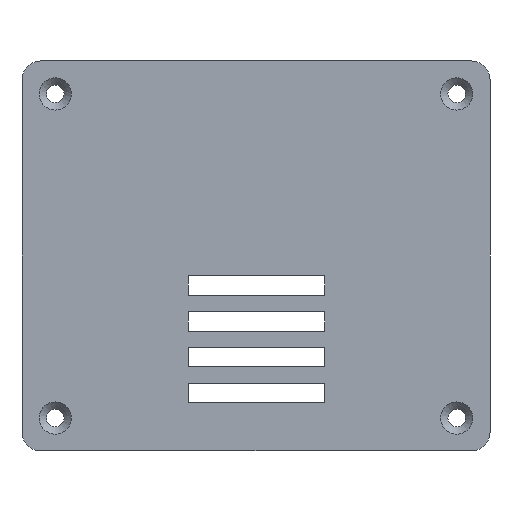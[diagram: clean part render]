
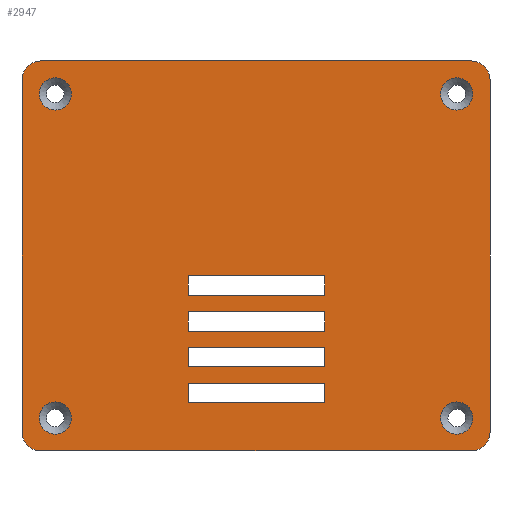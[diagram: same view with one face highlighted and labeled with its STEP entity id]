
A CAD part, front view. The second image highlights one B-rep face of the part: STEP entity #2947.
In plain terms, the highlighted planar face has unit normal (0, -1, 0).
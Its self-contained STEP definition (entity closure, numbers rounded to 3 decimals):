
#39=FACE_BOUND('',#472,.T.);
#40=FACE_BOUND('',#473,.T.);
#41=FACE_BOUND('',#474,.T.);
#42=FACE_BOUND('',#475,.T.);
#43=FACE_BOUND('',#476,.T.);
#44=FACE_BOUND('',#477,.T.);
#45=FACE_BOUND('',#478,.T.);
#46=FACE_BOUND('',#479,.T.);
#79=CIRCLE('',#2968,4.125);
#82=CIRCLE('',#2973,4.125);
#85=CIRCLE('',#2978,4.125);
#88=CIRCLE('',#2983,4.125);
#139=CIRCLE('',#3162,4.84);
#140=CIRCLE('',#3165,4.84);
#141=CIRCLE('',#3166,4.84);
#142=CIRCLE('',#3167,4.84);
#293=FACE_OUTER_BOUND('',#471,.T.);
#471=EDGE_LOOP('',(#2605,#2606,#2607,#2608,#2609,#2610,#2611,#2612));
#472=EDGE_LOOP('',(#2613));
#473=EDGE_LOOP('',(#2614));
#474=EDGE_LOOP('',(#2615));
#475=EDGE_LOOP('',(#2616));
#476=EDGE_LOOP('',(#2617,#2618,#2619,#2620));
#477=EDGE_LOOP('',(#2621,#2622,#2623,#2624));
#478=EDGE_LOOP('',(#2625,#2626,#2627,#2628));
#479=EDGE_LOOP('',(#2629,#2630,#2631,#2632));
#624=LINE('',#4324,#969);
#628=LINE('',#4332,#973);
#631=LINE('',#4338,#976);
#634=LINE('',#4343,#979);
#636=LINE('',#4348,#981);
#640=LINE('',#4356,#985);
#643=LINE('',#4362,#988);
#646=LINE('',#4367,#991);
#648=LINE('',#4372,#993);
#652=LINE('',#4380,#997);
#655=LINE('',#4386,#1000);
#658=LINE('',#4391,#1003);
#660=LINE('',#4396,#1005);
#664=LINE('',#4404,#1009);
#667=LINE('',#4410,#1012);
#670=LINE('',#4415,#1015);
#826=LINE('',#4767,#1171);
#828=LINE('',#4771,#1173);
#829=LINE('',#4775,#1174);
#830=LINE('',#4779,#1175);
#969=VECTOR('',#3514,10.);
#973=VECTOR('',#3520,10.);
#976=VECTOR('',#3525,10.);
#979=VECTOR('',#3530,10.);
#981=VECTOR('',#3534,10.);
#985=VECTOR('',#3540,10.);
#988=VECTOR('',#3545,10.);
#991=VECTOR('',#3550,10.);
#993=VECTOR('',#3554,10.);
#997=VECTOR('',#3560,10.);
#1000=VECTOR('',#3565,10.);
#1003=VECTOR('',#3570,10.);
#1005=VECTOR('',#3574,10.);
#1009=VECTOR('',#3580,10.);
#1012=VECTOR('',#3585,10.);
#1015=VECTOR('',#3590,10.);
#1171=VECTOR('',#3926,10.);
#1173=VECTOR('',#3930,10.);
#1174=VECTOR('',#3933,10.);
#1175=VECTOR('',#3936,10.);
#1197=VERTEX_POINT('',#4010);
#1200=VERTEX_POINT('',#4020);
#1203=VERTEX_POINT('',#4030);
#1206=VERTEX_POINT('',#4040);
#1309=VERTEX_POINT('',#4322);
#1310=VERTEX_POINT('',#4323);
#1313=VERTEX_POINT('',#4331);
#1315=VERTEX_POINT('',#4337);
#1317=VERTEX_POINT('',#4346);
#1318=VERTEX_POINT('',#4347);
#1321=VERTEX_POINT('',#4355);
#1323=VERTEX_POINT('',#4361);
#1325=VERTEX_POINT('',#4370);
#1326=VERTEX_POINT('',#4371);
#1329=VERTEX_POINT('',#4379);
#1331=VERTEX_POINT('',#4385);
#1333=VERTEX_POINT('',#4394);
#1334=VERTEX_POINT('',#4395);
#1337=VERTEX_POINT('',#4403);
#1339=VERTEX_POINT('',#4409);
#1444=VERTEX_POINT('',#4760);
#1445=VERTEX_POINT('',#4762);
#1446=VERTEX_POINT('',#4766);
#1447=VERTEX_POINT('',#4770);
#1448=VERTEX_POINT('',#4772);
#1449=VERTEX_POINT('',#4774);
#1450=VERTEX_POINT('',#4776);
#1451=VERTEX_POINT('',#4778);
#1476=EDGE_CURVE('',#1197,#1197,#79,.T.);
#1481=EDGE_CURVE('',#1200,#1200,#82,.T.);
#1486=EDGE_CURVE('',#1203,#1203,#85,.T.);
#1491=EDGE_CURVE('',#1206,#1206,#88,.T.);
#1631=EDGE_CURVE('',#1309,#1310,#624,.T.);
#1635=EDGE_CURVE('',#1310,#1313,#628,.T.);
#1638=EDGE_CURVE('',#1313,#1315,#631,.T.);
#1641=EDGE_CURVE('',#1315,#1309,#634,.T.);
#1643=EDGE_CURVE('',#1317,#1318,#636,.T.);
#1647=EDGE_CURVE('',#1318,#1321,#640,.T.);
#1650=EDGE_CURVE('',#1321,#1323,#643,.T.);
#1653=EDGE_CURVE('',#1323,#1317,#646,.T.);
#1655=EDGE_CURVE('',#1325,#1326,#648,.T.);
#1659=EDGE_CURVE('',#1326,#1329,#652,.T.);
#1662=EDGE_CURVE('',#1329,#1331,#655,.T.);
#1665=EDGE_CURVE('',#1331,#1325,#658,.T.);
#1667=EDGE_CURVE('',#1333,#1334,#660,.T.);
#1671=EDGE_CURVE('',#1334,#1337,#664,.T.);
#1674=EDGE_CURVE('',#1337,#1339,#667,.T.);
#1677=EDGE_CURVE('',#1339,#1333,#670,.T.);
#1846=EDGE_CURVE('',#1444,#1445,#139,.T.);
#1848=EDGE_CURVE('',#1446,#1445,#826,.T.);
#1850=EDGE_CURVE('',#1444,#1447,#828,.T.);
#1851=EDGE_CURVE('',#1448,#1447,#140,.T.);
#1852=EDGE_CURVE('',#1448,#1449,#829,.T.);
#1853=EDGE_CURVE('',#1450,#1449,#141,.T.);
#1854=EDGE_CURVE('',#1450,#1451,#830,.T.);
#1855=EDGE_CURVE('',#1446,#1451,#142,.T.);
#2605=ORIENTED_EDGE('',*,*,#1846,.F.);
#2606=ORIENTED_EDGE('',*,*,#1850,.T.);
#2607=ORIENTED_EDGE('',*,*,#1851,.F.);
#2608=ORIENTED_EDGE('',*,*,#1852,.T.);
#2609=ORIENTED_EDGE('',*,*,#1853,.F.);
#2610=ORIENTED_EDGE('',*,*,#1854,.T.);
#2611=ORIENTED_EDGE('',*,*,#1855,.F.);
#2612=ORIENTED_EDGE('',*,*,#1848,.T.);
#2613=ORIENTED_EDGE('',*,*,#1476,.T.);
#2614=ORIENTED_EDGE('',*,*,#1481,.T.);
#2615=ORIENTED_EDGE('',*,*,#1486,.T.);
#2616=ORIENTED_EDGE('',*,*,#1491,.T.);
#2617=ORIENTED_EDGE('',*,*,#1631,.T.);
#2618=ORIENTED_EDGE('',*,*,#1635,.T.);
#2619=ORIENTED_EDGE('',*,*,#1638,.T.);
#2620=ORIENTED_EDGE('',*,*,#1641,.T.);
#2621=ORIENTED_EDGE('',*,*,#1643,.T.);
#2622=ORIENTED_EDGE('',*,*,#1647,.T.);
#2623=ORIENTED_EDGE('',*,*,#1650,.T.);
#2624=ORIENTED_EDGE('',*,*,#1653,.T.);
#2625=ORIENTED_EDGE('',*,*,#1655,.T.);
#2626=ORIENTED_EDGE('',*,*,#1659,.T.);
#2627=ORIENTED_EDGE('',*,*,#1662,.T.);
#2628=ORIENTED_EDGE('',*,*,#1665,.T.);
#2629=ORIENTED_EDGE('',*,*,#1667,.T.);
#2630=ORIENTED_EDGE('',*,*,#1671,.T.);
#2631=ORIENTED_EDGE('',*,*,#1674,.T.);
#2632=ORIENTED_EDGE('',*,*,#1677,.T.);
#2796=PLANE('',#3164);
#2947=ADVANCED_FACE('',(#293,#39,#40,#41,#42,#43,#44,#45,#46),#2796,.F.);
#2968=AXIS2_PLACEMENT_3D('',#4011,#3223,#3224);
#2973=AXIS2_PLACEMENT_3D('',#4021,#3235,#3236);
#2978=AXIS2_PLACEMENT_3D('',#4031,#3247,#3248);
#2983=AXIS2_PLACEMENT_3D('',#4041,#3259,#3260);
#3162=AXIS2_PLACEMENT_3D('',#4763,#3921,#3922);
#3164=AXIS2_PLACEMENT_3D('',#4769,#3928,#3929);
#3165=AXIS2_PLACEMENT_3D('',#4773,#3931,#3932);
#3166=AXIS2_PLACEMENT_3D('',#4777,#3934,#3935);
#3167=AXIS2_PLACEMENT_3D('',#4780,#3937,#3938);
#3223=DIRECTION('center_axis',(0.,1.,0.));
#3224=DIRECTION('ref_axis',(0.,0.,-1.));
#3235=DIRECTION('center_axis',(0.,1.,0.));
#3236=DIRECTION('ref_axis',(0.,0.,-1.));
#3247=DIRECTION('center_axis',(0.,1.,0.));
#3248=DIRECTION('ref_axis',(0.,0.,-1.));
#3259=DIRECTION('center_axis',(0.,1.,0.));
#3260=DIRECTION('ref_axis',(0.,0.,-1.));
#3514=DIRECTION('',(-1.,0.,0.));
#3520=DIRECTION('',(0.,0.,1.));
#3525=DIRECTION('',(1.,0.,0.));
#3530=DIRECTION('',(0.,0.,-1.));
#3534=DIRECTION('',(0.,0.,-1.));
#3540=DIRECTION('',(-1.,0.,0.));
#3545=DIRECTION('',(0.,0.,1.));
#3550=DIRECTION('',(1.,0.,0.));
#3554=DIRECTION('',(0.,0.,-1.));
#3560=DIRECTION('',(-1.,0.,0.));
#3565=DIRECTION('',(0.,0.,1.));
#3570=DIRECTION('',(1.,0.,0.));
#3574=DIRECTION('',(0.,0.,-1.));
#3580=DIRECTION('',(-1.,0.,0.));
#3585=DIRECTION('',(0.,0.,1.));
#3590=DIRECTION('',(1.,0.,0.));
#3921=DIRECTION('center_axis',(0.,1.,0.));
#3922=DIRECTION('ref_axis',(0.707,0.,-0.707));
#3926=DIRECTION('',(1.,0.,0.));
#3928=DIRECTION('center_axis',(0.,1.,0.));
#3929=DIRECTION('ref_axis',(1.,0.,0.));
#3930=DIRECTION('',(0.,0.,1.));
#3931=DIRECTION('center_axis',(0.,1.,0.));
#3932=DIRECTION('ref_axis',(0.707,0.,0.707));
#3933=DIRECTION('',(-1.,0.,0.));
#3934=DIRECTION('center_axis',(0.,1.,0.));
#3935=DIRECTION('ref_axis',(-0.707,0.,0.707));
#3936=DIRECTION('',(0.,0.,-1.));
#3937=DIRECTION('center_axis',(0.,1.,0.));
#3938=DIRECTION('ref_axis',(-0.707,0.,-0.707));
#4010=CARTESIAN_POINT('',(-51.48,0.,-37.43));
#4011=CARTESIAN_POINT('Origin',(-51.48,0.,-41.555));
#4020=CARTESIAN_POINT('',(51.48,0.,45.68));
#4021=CARTESIAN_POINT('Origin',(51.48,0.,41.555));
#4030=CARTESIAN_POINT('',(-51.48,0.,45.68));
#4031=CARTESIAN_POINT('Origin',(-51.48,0.,41.555));
#4040=CARTESIAN_POINT('',(51.48,0.,-37.43));
#4041=CARTESIAN_POINT('Origin',(51.48,0.,-41.555));
#4322=CARTESIAN_POINT('',(17.635,0.,-37.683));
#4323=CARTESIAN_POINT('',(-17.333,0.,-37.682));
#4324=CARTESIAN_POINT('',(-8.667,0.,-37.682));
#4331=CARTESIAN_POINT('',(-17.333,0.,-32.678));
#4332=CARTESIAN_POINT('',(-17.333,0.,-16.339));
#4337=CARTESIAN_POINT('',(17.635,0.,-32.678));
#4338=CARTESIAN_POINT('',(8.818,0.,-32.678));
#4343=CARTESIAN_POINT('',(17.635,0.,-18.841));
#4346=CARTESIAN_POINT('',(17.635,0.,-14.278));
#4347=CARTESIAN_POINT('',(17.635,0.,-19.304));
#4348=CARTESIAN_POINT('',(17.635,0.,-9.652));
#4355=CARTESIAN_POINT('',(-17.333,0.,-19.304));
#4356=CARTESIAN_POINT('',(-8.667,0.,-19.304));
#4361=CARTESIAN_POINT('',(-17.333,0.,-14.278));
#4362=CARTESIAN_POINT('',(-17.333,0.,-7.139));
#4367=CARTESIAN_POINT('',(8.818,0.,-14.278));
#4370=CARTESIAN_POINT('',(17.635,0.,-5.106));
#4371=CARTESIAN_POINT('',(17.635,0.,-10.029));
#4372=CARTESIAN_POINT('',(17.635,0.,-5.015));
#4379=CARTESIAN_POINT('',(-17.333,0.,-10.029));
#4380=CARTESIAN_POINT('',(-8.667,0.,-10.029));
#4385=CARTESIAN_POINT('',(-17.333,0.,-5.106));
#4386=CARTESIAN_POINT('',(-17.333,0.,-2.553));
#4391=CARTESIAN_POINT('',(8.818,0.,-5.106));
#4394=CARTESIAN_POINT('',(17.635,0.,-23.462));
#4395=CARTESIAN_POINT('',(17.635,0.,-28.46));
#4396=CARTESIAN_POINT('',(17.635,0.,-14.23));
#4403=CARTESIAN_POINT('',(-17.333,0.,-28.46));
#4404=CARTESIAN_POINT('',(-8.667,0.,-28.46));
#4409=CARTESIAN_POINT('',(-17.333,0.,-23.462));
#4410=CARTESIAN_POINT('',(-17.333,0.,-11.731));
#4415=CARTESIAN_POINT('',(8.818,0.,-23.462));
#4760=CARTESIAN_POINT('',(60.,0.,-45.16));
#4762=CARTESIAN_POINT('',(55.16,0.,-50.));
#4763=CARTESIAN_POINT('Origin',(55.16,0.,-45.16));
#4766=CARTESIAN_POINT('',(-55.16,0.,-50.));
#4767=CARTESIAN_POINT('',(-60.,0.,-50.));
#4769=CARTESIAN_POINT('Origin',(0.,0.,0.));
#4770=CARTESIAN_POINT('',(60.,0.,45.16));
#4771=CARTESIAN_POINT('',(60.,0.,-50.));
#4772=CARTESIAN_POINT('',(55.16,0.,50.));
#4773=CARTESIAN_POINT('Origin',(55.16,0.,45.16));
#4774=CARTESIAN_POINT('',(-55.16,0.,50.));
#4775=CARTESIAN_POINT('',(60.,0.,50.));
#4776=CARTESIAN_POINT('',(-60.,0.,45.16));
#4777=CARTESIAN_POINT('Origin',(-55.16,0.,45.16));
#4778=CARTESIAN_POINT('',(-60.,0.,-45.16));
#4779=CARTESIAN_POINT('',(-60.,0.,50.));
#4780=CARTESIAN_POINT('Origin',(-55.16,0.,-45.16));
